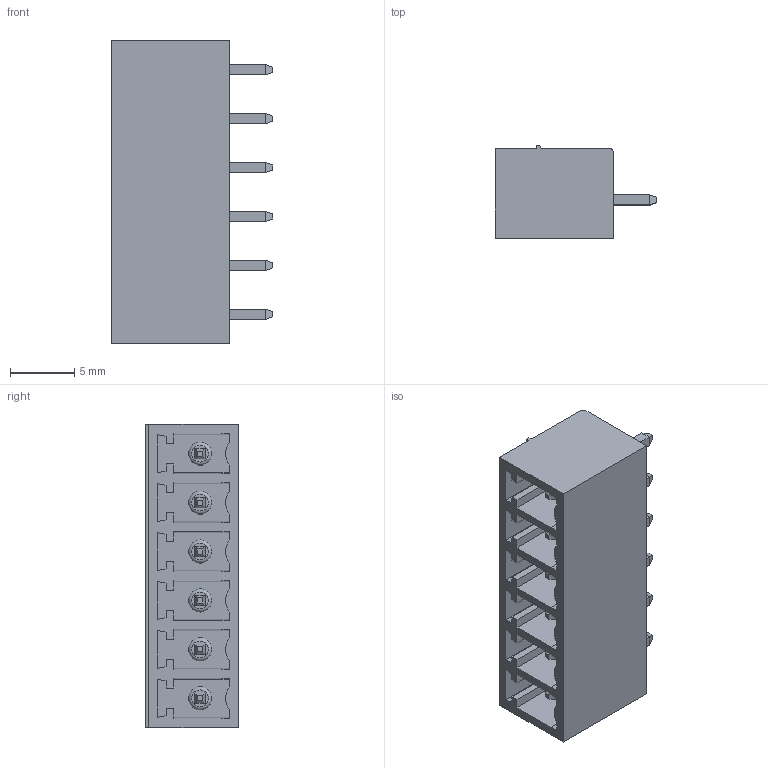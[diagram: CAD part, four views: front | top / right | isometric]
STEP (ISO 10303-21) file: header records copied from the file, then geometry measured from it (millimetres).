
FILE_DESCRIPTION( ( 'STEP AP203' ), '1' );
FILE_NAME( 'PV06-3.81-V-P.stp', ' ', ( ' ' ), ( ' ' ), 'PSStep 15.0.49', 'VISI 20.0', ' ' );
FILE_SCHEMA( ( 'AUTOMOTIVE_DESIGN { 1 0 10303 214 1 1 1 1 }' ) );
Length unit declared in the file: millimetre
Products named in the file (1): 1
Bounding box: 12.6 x 7.25 x 23.66 mm (x, y, z)
Volume: 928 mm3; surface area: 1887.5 mm2
Topology: 1 solids, 1 shells, 263 faces, 651 edges, 414 vertices
Faces by surface type: plane 244, cylinder 13, torus 6
Full cylindrical faces by diameter (mm): 1.8 x6
Entity records: 9584 total; most frequent: CARTESIAN_POINT 1305, ORIENTED_EDGE 1266, DIRECTION 1193, EDGE_CURVE 633, LINE 601, VECTOR 601, VERTEX_POINT 408, EDGE_LOOP 299
